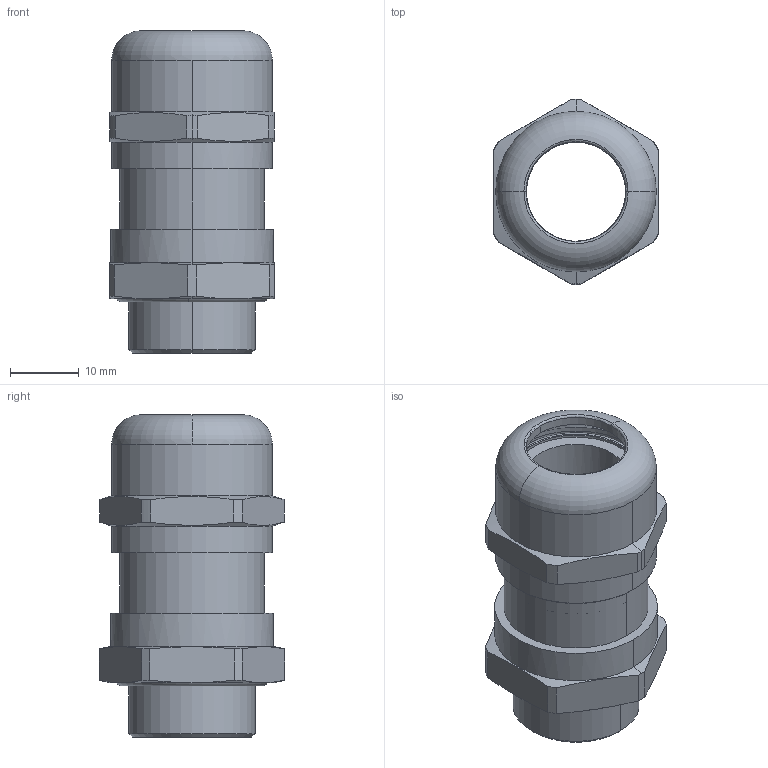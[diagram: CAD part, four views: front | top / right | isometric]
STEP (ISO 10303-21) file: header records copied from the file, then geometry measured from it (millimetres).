
FILE_DESCRIPTION(('CATIA V5R24 STEP','CAx-IF Rec.Pracs.--- Model Styling and Organization---1.2---2011-12-15'),'2;1');
FILE_NAME ('D1462079_0_2435160000_2435160000.stp','2018-03-21T07:18:59+00:00',('none'),('Weidmueller'),'CATIA Version 5-6 Release 2014 SP4 HF52','CATIA V5 STEP AP214','none');
FILE_SCHEMA(('AUTOMOTIVE_DESIGN { 1 0 10303 214 1 1 1 1 }'));
Length unit declared in the file: millimetre
Products named in the file (1): 63078_VG_M20
Bounding box: 24 x 26.97 x 46.93 mm (x, y, z)
Volume: 6442.4 mm3; surface area: 12563.6 mm2
Topology: 6 solids, 6 shells, 169 faces, 397 edges, 247 vertices
Faces by surface type: cylinder 60, plane 49, cone 44, torus 16
Entity records: 5414 total; most frequent: CARTESIAN_POINT 1707, ORIENTED_EDGE 794, DIRECTION 635, EDGE_CURVE 397, AXIS2_PLACEMENT_3D 339, VERTEX_POINT 247, EDGE_LOOP 188, CIRCLE 174
